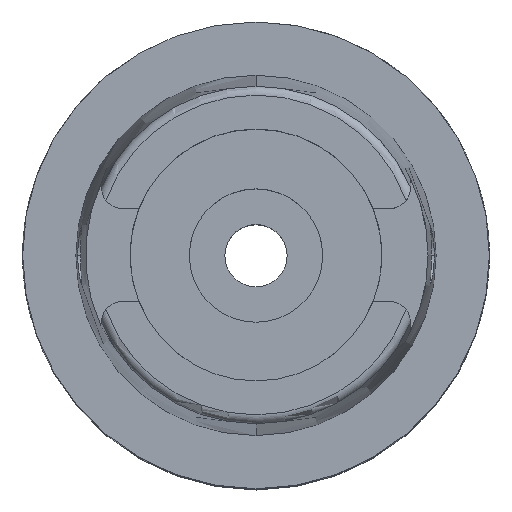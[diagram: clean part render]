
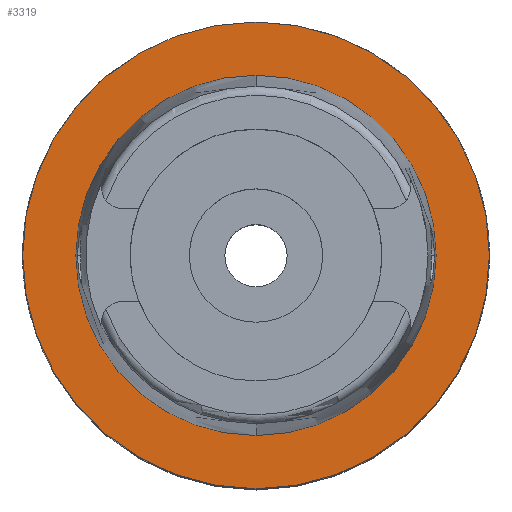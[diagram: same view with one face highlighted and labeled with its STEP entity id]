
A CAD part, top view. The second image highlights one B-rep face of the part: STEP entity #3319.
In plain terms, the highlighted planar face has unit normal (0, 0, 1).
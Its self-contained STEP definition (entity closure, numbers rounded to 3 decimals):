
#633=CARTESIAN_POINT('',(0.,0.,0.));
#634=DIRECTION('',(0.,0.,-1.));
#635=DIRECTION('',(0.,-1.,0.));
#636=AXIS2_PLACEMENT_3D('',#633,#634,#635);
#641=CARTESIAN_POINT('',(0.,0.,0.));
#642=DIRECTION('',(0.,0.,-1.));
#643=DIRECTION('',(0.,1.,0.));
#644=AXIS2_PLACEMENT_3D('',#641,#642,#643);
#649=CARTESIAN_POINT('',(0.,0.,0.));
#650=DIRECTION('',(0.,0.,1.));
#651=DIRECTION('',(0.,-1.,0.));
#652=AXIS2_PLACEMENT_3D('',#649,#650,#651);
#657=CARTESIAN_POINT('',(0.,0.,0.));
#658=DIRECTION('',(0.,0.,1.));
#659=DIRECTION('',(0.,1.,0.));
#660=AXIS2_PLACEMENT_3D('',#657,#658,#659);
#2639=CARTESIAN_POINT('',(0.,-24.315,0.));
#2640=VERTEX_POINT('',#2639);
#2641=CARTESIAN_POINT('',(0.,24.315,0.));
#2642=VERTEX_POINT('',#2641);
#2649=CARTESIAN_POINT('',(0.,-31.5,0.));
#2650=CARTESIAN_POINT('',(0.,31.5,0.));
#2651=VERTEX_POINT('',#2649);
#2652=VERTEX_POINT('',#2650);
#3304=CARTESIAN_POINT('',(0.,0.,0.));
#3305=DIRECTION('',(0.,0.,-1.));
#3306=DIRECTION('',(0.,-1.,0.));
#3307=AXIS2_PLACEMENT_3D('',#3304,#3305,#3306);
#3308=PLANE('',#3307);
#3310=ORIENTED_EDGE('',*,*,#3309,.T.);
#3312=ORIENTED_EDGE('',*,*,#3311,.T.);
#3313=EDGE_LOOP('',(#3310,#3312));
#3314=FACE_OUTER_BOUND('',#3313,.F.);
#3315=ORIENTED_EDGE('',*,*,#3177,.T.);
#3316=ORIENTED_EDGE('',*,*,#3278,.T.);
#3317=EDGE_LOOP('',(#3315,#3316));
#3318=FACE_BOUND('',#3317,.F.);
#637=CIRCLE('',#636,31.5);
#645=CIRCLE('',#644,31.5);
#653=CIRCLE('',#652,24.315);
#661=CIRCLE('',#660,24.315);
#3177=EDGE_CURVE('',#2640,#2642,#653,.T.);
#3278=EDGE_CURVE('',#2642,#2640,#661,.T.);
#3309=EDGE_CURVE('',#2651,#2652,#637,.T.);
#3311=EDGE_CURVE('',#2652,#2651,#645,.T.);
#3319=ADVANCED_FACE('',(#3314,#3318),#3308,.F.);
